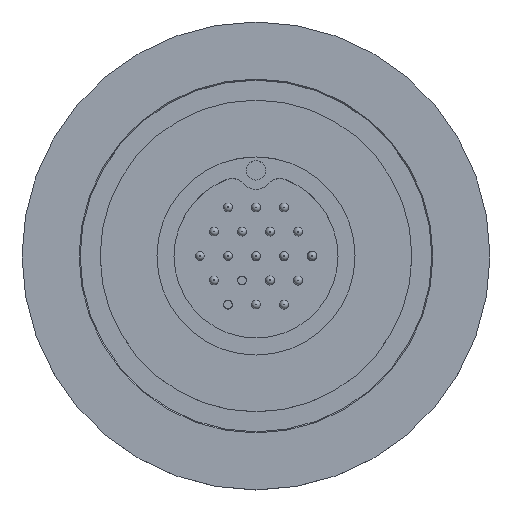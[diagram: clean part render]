
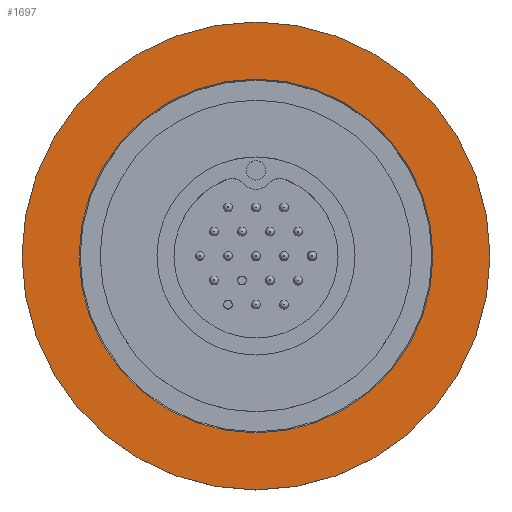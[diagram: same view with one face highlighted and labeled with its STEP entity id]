
A CAD part, top view. The second image highlights one B-rep face of the part: STEP entity #1697.
In plain terms, the highlighted planar face has unit normal (0, 0, 1).
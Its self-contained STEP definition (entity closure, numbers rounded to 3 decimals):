
#502 = CARTESIAN_POINT ( 'NONE',  ( 27.54, 0., 0. ) ) ;
#595 = EDGE_LOOP ( 'NONE', ( #1978 ) ) ;
#617 = CIRCLE ( 'NONE', #1176, 20.828 ) ;
#686 = AXIS2_PLACEMENT_3D ( 'NONE', #3178, #2809, #3487 ) ;
#1076 = ORIENTED_EDGE ( 'NONE', *, *, #1720, .T. ) ;
#1176 = AXIS2_PLACEMENT_3D ( 'NONE', #4228, #3520, #2057 ) ;
#1430 = DIRECTION ( 'NONE',  ( 0., 0., 1. ) ) ;
#1697 = ADVANCED_FACE ( 'NONE', ( #4479, #2225 ), #1996, .T. ) ;
#1720 = EDGE_CURVE ( 'NONE', #4098, #4098, #617, .T. ) ;
#1978 = ORIENTED_EDGE ( 'NONE', *, *, #1987, .T. ) ;
#1987 = EDGE_CURVE ( 'NONE', #3661, #3661, #4023, .T. ) ;
#1996 = PLANE ( 'NONE',  #686 ) ;
#2057 = DIRECTION ( 'NONE',  ( 1., 0., 0. ) ) ;
#2225 = FACE_OUTER_BOUND ( 'NONE', #595, .T. ) ;
#2432 = EDGE_LOOP ( 'NONE', ( #1076 ) ) ;
#2809 = DIRECTION ( 'NONE',  ( 0., 0., 1. ) ) ;
#3178 = CARTESIAN_POINT ( 'NONE',  ( 0., 0., 0. ) ) ;
#3487 = DIRECTION ( 'NONE',  ( 1., 0., 0. ) ) ;
#3520 = DIRECTION ( 'NONE',  ( 0., 0., -1. ) ) ;
#3661 = VERTEX_POINT ( 'NONE', #502 ) ;
#3732 = CARTESIAN_POINT ( 'NONE',  ( 20.828, 0., 0. ) ) ;
#4012 = DIRECTION ( 'NONE',  ( 1., 0., 0. ) ) ;
#4023 = CIRCLE ( 'NONE', #4488, 27.54 ) ;
#4098 = VERTEX_POINT ( 'NONE', #3732 ) ;
#4228 = CARTESIAN_POINT ( 'NONE',  ( 0., 0., 0. ) ) ;
#4479 = FACE_BOUND ( 'NONE', #2432, .T. ) ;
#4488 = AXIS2_PLACEMENT_3D ( 'NONE', #4700, #1430, #4012 ) ;
#4700 = CARTESIAN_POINT ( 'NONE',  ( 0., 0., 0. ) ) ;
